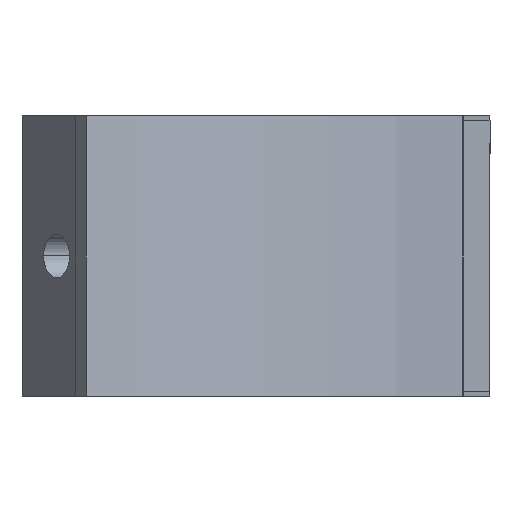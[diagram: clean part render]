
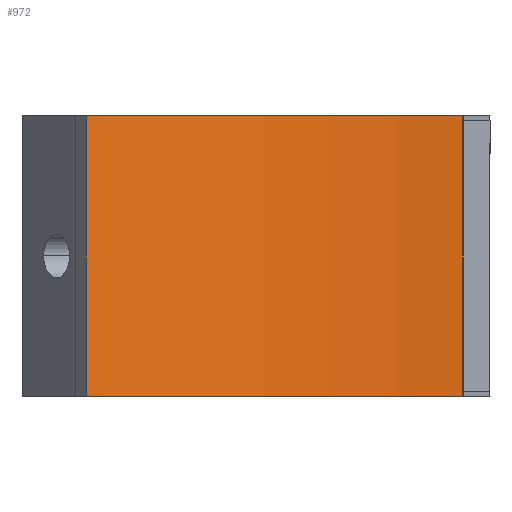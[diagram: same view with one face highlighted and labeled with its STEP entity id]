
A CAD part, front view. The second image highlights one B-rep face of the part: STEP entity #972.
In plain terms, the highlighted cylindrical face has radius 107.156 mm (diameter 214.313 mm), a partial arc.
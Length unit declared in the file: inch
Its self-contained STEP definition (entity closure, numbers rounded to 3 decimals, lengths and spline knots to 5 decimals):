
#128 = CIRCLE ( 'NONE', #1691, 4.21875 ) ;
#130 = VECTOR ( 'NONE', #390, 39.37008 ) ;
#176 = LINE ( 'NONE', #2712, #130 ) ;
#184 = VERTEX_POINT ( 'NONE', #894 ) ;
#208 = CARTESIAN_POINT ( 'NONE',  ( 0., 0., 0. ) ) ;
#234 = FACE_OUTER_BOUND ( 'NONE', #1848, .T. ) ;
#301 = CARTESIAN_POINT ( 'NONE',  ( 0., 0., -2. ) ) ;
#376 = ORIENTED_EDGE ( 'NONE', *, *, #2285, .T. ) ;
#390 = DIRECTION ( 'NONE',  ( 0., 0., 1. ) ) ;
#529 = DIRECTION ( 'NONE',  ( 0., 0., 1. ) ) ;
#542 = CARTESIAN_POINT ( 'NONE',  ( -2.57303, 3.34326, -2. ) ) ;
#660 = AXIS2_PLACEMENT_3D ( 'NONE', #301, #1766, #2585 ) ;
#784 = LINE ( 'NONE', #542, #2591 ) ;
#809 = ORIENTED_EDGE ( 'NONE', *, *, #1401, .T. ) ;
#894 = CARTESIAN_POINT ( 'NONE',  ( 0.1165, 4.21714, -2. ) ) ;
#951 = DIRECTION ( 'NONE',  ( 1., 0., 0. ) ) ;
#972 = ADVANCED_FACE ( 'NONE', ( #234 ), #1089, .F. ) ;
#1089 = CYLINDRICAL_SURFACE ( 'NONE', #2551, 4.21875 ) ;
#1186 = DIRECTION ( 'NONE',  ( 0., 0., 1. ) ) ;
#1220 = VERTEX_POINT ( 'NONE', #1894 ) ;
#1401 = EDGE_CURVE ( 'NONE', #1220, #184, #2296, .T. ) ;
#1480 = EDGE_CURVE ( 'NONE', #1220, #1666, #784, .T. ) ;
#1496 = VERTEX_POINT ( 'NONE', #2033 ) ;
#1653 = EDGE_CURVE ( 'NONE', #1666, #1496, #128, .T. ) ;
#1666 = VERTEX_POINT ( 'NONE', #2546 ) ;
#1691 = AXIS2_PLACEMENT_3D ( 'NONE', #208, #2103, #2534 ) ;
#1766 = DIRECTION ( 'NONE',  ( 0., 0., -1. ) ) ;
#1812 = ORIENTED_EDGE ( 'NONE', *, *, #1480, .F. ) ;
#1848 = EDGE_LOOP ( 'NONE', ( #2271, #1812, #809, #376 ) ) ;
#1894 = CARTESIAN_POINT ( 'NONE',  ( -2.57303, 3.34326, -2. ) ) ;
#2033 = CARTESIAN_POINT ( 'NONE',  ( 0.1165, 4.21714, 0. ) ) ;
#2103 = DIRECTION ( 'NONE',  ( 0., 0., -1. ) ) ;
#2151 = CARTESIAN_POINT ( 'NONE',  ( 0., 0., -2. ) ) ;
#2271 = ORIENTED_EDGE ( 'NONE', *, *, #1653, .F. ) ;
#2285 = EDGE_CURVE ( 'NONE', #184, #1496, #176, .T. ) ;
#2296 = CIRCLE ( 'NONE', #660, 4.21875 ) ;
#2534 = DIRECTION ( 'NONE',  ( 1., 0., 0. ) ) ;
#2546 = CARTESIAN_POINT ( 'NONE',  ( -2.57303, 3.34326, 0. ) ) ;
#2551 = AXIS2_PLACEMENT_3D ( 'NONE', #2151, #529, #951 ) ;
#2585 = DIRECTION ( 'NONE',  ( 1., 0., 0. ) ) ;
#2591 = VECTOR ( 'NONE', #1186, 39.37008 ) ;
#2712 = CARTESIAN_POINT ( 'NONE',  ( 0.1165, 4.21714, -2. ) ) ;
